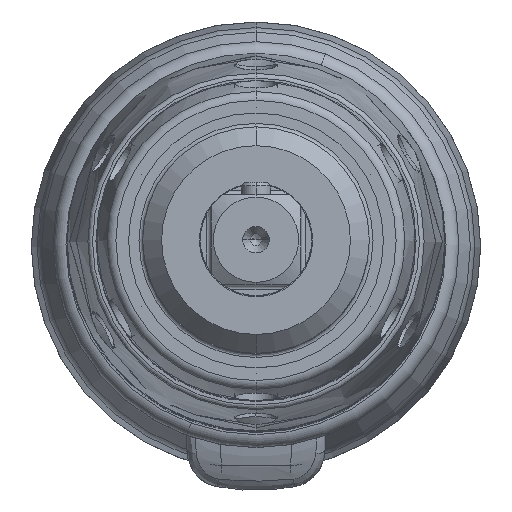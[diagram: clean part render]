
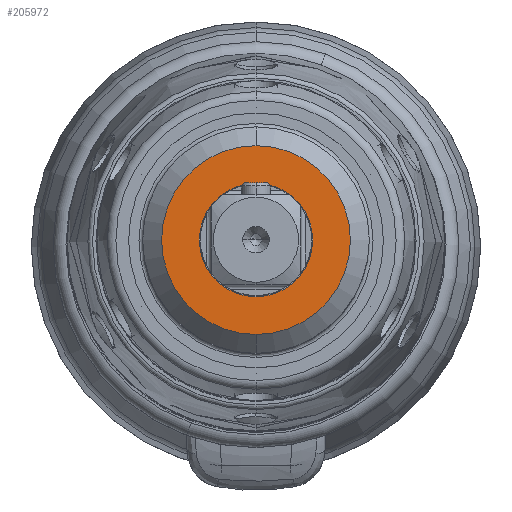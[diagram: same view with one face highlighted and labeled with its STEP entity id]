
A CAD part, top view. The second image highlights one B-rep face of the part: STEP entity #205972.
In plain terms, the highlighted planar face has unit normal (0, 0, 1).
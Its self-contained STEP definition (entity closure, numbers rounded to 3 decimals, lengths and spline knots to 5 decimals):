
#153282=CARTESIAN_POINT('',(0.,0.,9.09891));
#153283=DIRECTION('',(0.,0.,1.));
#153284=DIRECTION('',(0.,1.,0.));
#153285=AXIS2_PLACEMENT_3D('',#153282,#153283,#153284);
#153300=CARTESIAN_POINT('',(0.,0.,9.09891));
#153301=DIRECTION('',(0.,0.,-1.));
#153302=DIRECTION('',(0.,1.,0.));
#153303=AXIS2_PLACEMENT_3D('',#153300,#153301,#153302);
#153305=CARTESIAN_POINT('',(0.,0.,9.09891));
#153306=DIRECTION('',(0.,0.,-1.));
#153307=DIRECTION('',(0.,-1.,0.));
#153308=AXIS2_PLACEMENT_3D('',#153305,#153306,#153307);
#153310=CARTESIAN_POINT('',(0.,0.,9.09891));
#153311=DIRECTION('',(0.,0.,-1.));
#153312=DIRECTION('',(0.,1.,0.));
#153313=AXIS2_PLACEMENT_3D('',#153310,#153311,#153312);
#203393=CARTESIAN_POINT('',(0.,0.3937,9.09891));
#203394=CARTESIAN_POINT('',(0.,-0.3937,9.09891));
#203395=VERTEX_POINT('',#203393);
#203396=VERTEX_POINT('',#203394);
#203505=CARTESIAN_POINT('',(0.,0.23622,9.09891));
#203506=CARTESIAN_POINT('',(0.,-0.23622,9.09891));
#203507=VERTEX_POINT('',#203505);
#203508=VERTEX_POINT('',#203506);
#205956=CARTESIAN_POINT('',(0.,0.,9.09891));
#205957=DIRECTION('',(0.,0.,-1.));
#205958=DIRECTION('',(0.,-1.,0.));
#205959=AXIS2_PLACEMENT_3D('',#205956,#205957,#205958);
#205960=PLANE('',#205959);
#205961=ORIENTED_EDGE('',*,*,#205946,.F.);
#205963=ORIENTED_EDGE('',*,*,#205962,.T.);
#205964=EDGE_LOOP('',(#205961,#205963));
#205965=FACE_OUTER_BOUND('',#205964,.F.);
#205967=ORIENTED_EDGE('',*,*,#205966,.F.);
#205969=ORIENTED_EDGE('',*,*,#205968,.F.);
#205970=EDGE_LOOP('',(#205967,#205969));
#205971=FACE_BOUND('',#205970,.F.);
#205972=ADVANCED_FACE('',(#205965,#205971),#205960,.F.);
#153286=CIRCLE('',#153285,0.3937);
#153304=CIRCLE('',#153303,0.23622);
#153309=CIRCLE('',#153308,0.23622);
#153314=CIRCLE('',#153313,0.3937);
#205946=EDGE_CURVE('',#203395,#203396,#153286,.T.);
#205962=EDGE_CURVE('',#203395,#203396,#153314,.T.);
#205966=EDGE_CURVE('',#203507,#203508,#153304,.T.);
#205968=EDGE_CURVE('',#203508,#203507,#153309,.T.);
